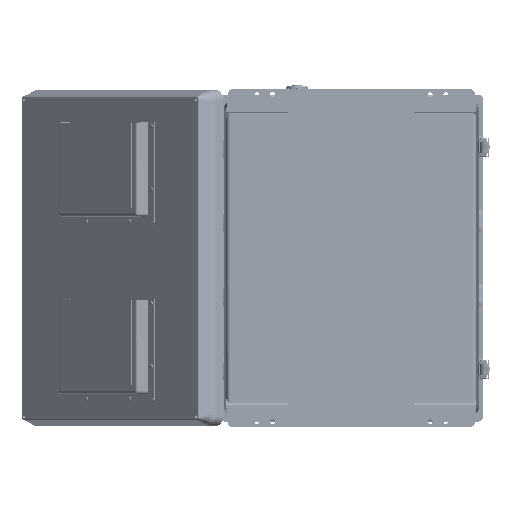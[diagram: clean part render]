
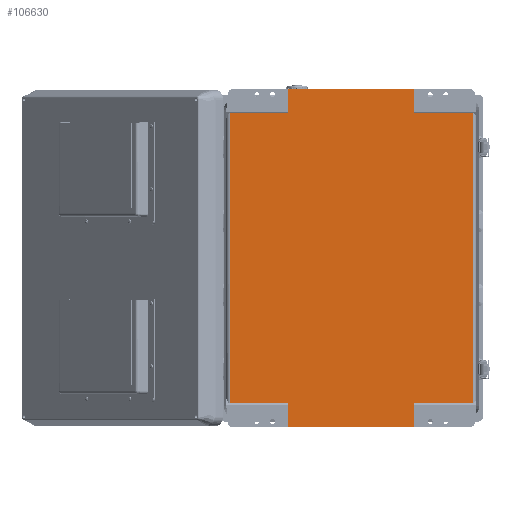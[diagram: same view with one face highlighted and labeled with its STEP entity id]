
A CAD part, front view. The second image highlights one B-rep face of the part: STEP entity #106630.
In plain terms, the highlighted planar face has unit normal (0, -1, 0).
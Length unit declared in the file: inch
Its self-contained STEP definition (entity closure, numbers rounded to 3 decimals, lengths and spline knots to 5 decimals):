
#2459 = ORIENTED_EDGE ( 'NONE', *, *, #54634, .T. ) ;
#4106 = VERTEX_POINT ( 'NONE', #138792 ) ;
#15029 = LINE ( 'NONE', #76196, #192507 ) ;
#16426 = VECTOR ( 'NONE', #157912, 39.37008 ) ;
#17978 = ORIENTED_EDGE ( 'NONE', *, *, #164539, .T. ) ;
#21629 = VERTEX_POINT ( 'NONE', #35375 ) ;
#22046 = VECTOR ( 'NONE', #112797, 39.37008 ) ;
#25169 = VERTEX_POINT ( 'NONE', #175600 ) ;
#26303 = ORIENTED_EDGE ( 'NONE', *, *, #150228, .T. ) ;
#31350 = DIRECTION ( 'NONE',  ( 1., 0., 0. ) ) ;
#31651 = ORIENTED_EDGE ( 'NONE', *, *, #116014, .F. ) ;
#35375 = CARTESIAN_POINT ( 'NONE',  ( 7.69183, 0., -9.2134 ) ) ;
#39126 = ORIENTED_EDGE ( 'NONE', *, *, #174543, .F. ) ;
#40010 = CARTESIAN_POINT ( 'NONE',  ( 3.995, 0., 9.2134 ) ) ;
#40645 = EDGE_CURVE ( 'NONE', #137197, #206562, #222214, .T. ) ;
#42833 = DIRECTION ( 'NONE',  ( -1., 0., 0. ) ) ;
#43731 = VERTEX_POINT ( 'NONE', #53412 ) ;
#48333 = VECTOR ( 'NONE', #189351, 39.37008 ) ;
#48594 = EDGE_LOOP ( 'NONE', ( #122886, #193112, #17978, #2459, #26303, #219385, #103376, #192303, #164280, #39126, #31651, #130297 ) ) ;
#50172 = CARTESIAN_POINT ( 'NONE',  ( -7.3875, 0., 9.2134 ) ) ;
#50940 = DIRECTION ( 'NONE',  ( 0., 0., 1. ) ) ;
#51811 = CARTESIAN_POINT ( 'NONE',  ( 3.995, 0., -10.75 ) ) ;
#53313 = CARTESIAN_POINT ( 'NONE',  ( 4.83175, 0., -10.75 ) ) ;
#53412 = CARTESIAN_POINT ( 'NONE',  ( 7.69183, 0., 9.2134 ) ) ;
#53424 = CARTESIAN_POINT ( 'NONE',  ( -7.69183, 0., -9.2134 ) ) ;
#54634 = EDGE_CURVE ( 'NONE', #105755, #4106, #15029, .T. ) ;
#61997 = VERTEX_POINT ( 'NONE', #96595 ) ;
#62792 = VECTOR ( 'NONE', #117964, 39.37008 ) ;
#64530 = CARTESIAN_POINT ( 'NONE',  ( 3.995, 0., -9.3875 ) ) ;
#65424 = CARTESIAN_POINT ( 'NONE',  ( 4.83175, 0., 10.75 ) ) ;
#67722 = DIRECTION ( 'NONE',  ( 0., 0., 1. ) ) ;
#69640 = VERTEX_POINT ( 'NONE', #135279 ) ;
#70285 = EDGE_CURVE ( 'NONE', #69640, #206562, #121280, .T. ) ;
#73813 = CARTESIAN_POINT ( 'NONE',  ( 3.995, 0., -9.2134 ) ) ;
#76196 = CARTESIAN_POINT ( 'NONE',  ( 3.995, 0., -9.3875 ) ) ;
#79619 = VECTOR ( 'NONE', #119658, 39.37008 ) ;
#81187 = CARTESIAN_POINT ( 'NONE',  ( 7.69183, 0., 9.2134 ) ) ;
#82192 = DIRECTION ( 'NONE',  ( 0., -1., 0. ) ) ;
#84522 = VECTOR ( 'NONE', #99064, 39.37008 ) ;
#86271 = VECTOR ( 'NONE', #42833, 39.37008 ) ;
#94904 = CARTESIAN_POINT ( 'NONE',  ( -7.3875, 0., -9.2134 ) ) ;
#96595 = CARTESIAN_POINT ( 'NONE',  ( -3.995, 0., 10.75 ) ) ;
#99064 = DIRECTION ( 'NONE',  ( 0., 0., 1. ) ) ;
#101072 = LINE ( 'NONE', #121192, #195377 ) ;
#103376 = ORIENTED_EDGE ( 'NONE', *, *, #148438, .F. ) ;
#104461 = VECTOR ( 'NONE', #195150, 39.37008 ) ;
#105755 = VERTEX_POINT ( 'NONE', #40010 ) ;
#106630 = ADVANCED_FACE ( 'NONE', ( #137747 ), #188378, .T. ) ;
#107572 = LINE ( 'NONE', #174999, #154654 ) ;
#111248 = CARTESIAN_POINT ( 'NONE',  ( -3.995, 0., -10.75 ) ) ;
#112453 = LINE ( 'NONE', #53313, #104461 ) ;
#112797 = DIRECTION ( 'NONE',  ( 1., 0., 0. ) ) ;
#116014 = EDGE_CURVE ( 'NONE', #127575, #208952, #112453, .T. ) ;
#117964 = DIRECTION ( 'NONE',  ( 0., 0., 1. ) ) ;
#119658 = DIRECTION ( 'NONE',  ( 0., 0., -1. ) ) ;
#121192 = CARTESIAN_POINT ( 'NONE',  ( -3.995, 0., -9.3875 ) ) ;
#121280 = LINE ( 'NONE', #225838, #79619 ) ;
#122886 = ORIENTED_EDGE ( 'NONE', *, *, #194123, .T. ) ;
#124126 = CARTESIAN_POINT ( 'NONE',  ( -3.995, 0., -9.2134 ) ) ;
#124439 = LINE ( 'NONE', #226015, #213280 ) ;
#127575 = VERTEX_POINT ( 'NONE', #51811 ) ;
#130297 = ORIENTED_EDGE ( 'NONE', *, *, #159337, .T. ) ;
#131584 = LINE ( 'NONE', #81187, #84522 ) ;
#134828 = CARTESIAN_POINT ( 'NONE',  ( -7.3875, 0., -9.3875 ) ) ;
#135279 = CARTESIAN_POINT ( 'NONE',  ( -7.69183, 0., 9.2134 ) ) ;
#137197 = VERTEX_POINT ( 'NONE', #124126 ) ;
#137747 = FACE_OUTER_BOUND ( 'NONE', #48594, .T. ) ;
#138792 = CARTESIAN_POINT ( 'NONE',  ( 3.995, 0., 10.75 ) ) ;
#148438 = EDGE_CURVE ( 'NONE', #69640, #25169, #124439, .T. ) ;
#149077 = CARTESIAN_POINT ( 'NONE',  ( -7.3875, 0., -9.2134 ) ) ;
#150228 = EDGE_CURVE ( 'NONE', #4106, #61997, #189832, .T. ) ;
#154654 = VECTOR ( 'NONE', #50940, 39.37008 ) ;
#157863 = LINE ( 'NONE', #50172, #16426 ) ;
#157912 = DIRECTION ( 'NONE',  ( -1., 0., 0. ) ) ;
#159337 = EDGE_CURVE ( 'NONE', #127575, #226964, #193080, .T. ) ;
#163493 = LINE ( 'NONE', #94904, #22046 ) ;
#164280 = ORIENTED_EDGE ( 'NONE', *, *, #40645, .F. ) ;
#164539 = EDGE_CURVE ( 'NONE', #43731, #105755, #157863, .T. ) ;
#174543 = EDGE_CURVE ( 'NONE', #208952, #137197, #107572, .T. ) ;
#174999 = CARTESIAN_POINT ( 'NONE',  ( -3.995, 0., -9.3875 ) ) ;
#175600 = CARTESIAN_POINT ( 'NONE',  ( -3.995, 0., 9.2134 ) ) ;
#188378 = PLANE ( 'NONE',  #226121 ) ;
#189351 = DIRECTION ( 'NONE',  ( -1., 0., 0. ) ) ;
#189832 = LINE ( 'NONE', #65424, #48333 ) ;
#192303 = ORIENTED_EDGE ( 'NONE', *, *, #70285, .T. ) ;
#192507 = VECTOR ( 'NONE', #200251, 39.37008 ) ;
#193080 = LINE ( 'NONE', #64530, #62792 ) ;
#193112 = ORIENTED_EDGE ( 'NONE', *, *, #201555, .T. ) ;
#194123 = EDGE_CURVE ( 'NONE', #226964, #21629, #163493, .T. ) ;
#195150 = DIRECTION ( 'NONE',  ( -1., 0., 0. ) ) ;
#195377 = VECTOR ( 'NONE', #67722, 39.37008 ) ;
#200251 = DIRECTION ( 'NONE',  ( 0., 0., 1. ) ) ;
#201555 = EDGE_CURVE ( 'NONE', #21629, #43731, #131584, .T. ) ;
#206313 = DIRECTION ( 'NONE',  ( 0., 0., -1. ) ) ;
#206562 = VERTEX_POINT ( 'NONE', #53424 ) ;
#208952 = VERTEX_POINT ( 'NONE', #111248 ) ;
#213280 = VECTOR ( 'NONE', #31350, 39.37008 ) ;
#219385 = ORIENTED_EDGE ( 'NONE', *, *, #224358, .F. ) ;
#222214 = LINE ( 'NONE', #149077, #86271 ) ;
#224358 = EDGE_CURVE ( 'NONE', #25169, #61997, #101072, .T. ) ;
#225838 = CARTESIAN_POINT ( 'NONE',  ( -7.69183, 0., -9.2134 ) ) ;
#226015 = CARTESIAN_POINT ( 'NONE',  ( -7.3875, 0., 9.2134 ) ) ;
#226121 = AXIS2_PLACEMENT_3D ( 'NONE', #134828, #82192, #206313 ) ;
#226964 = VERTEX_POINT ( 'NONE', #73813 ) ;
